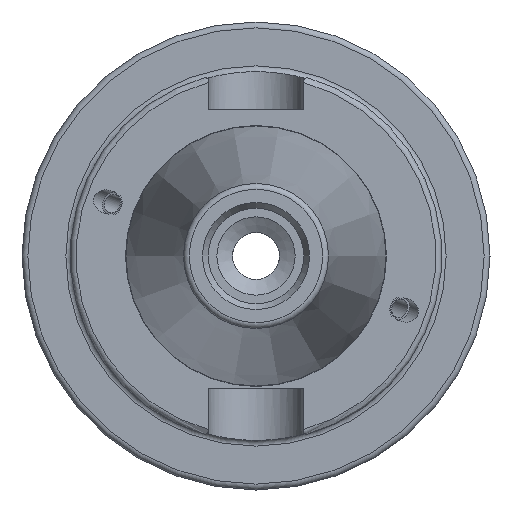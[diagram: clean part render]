
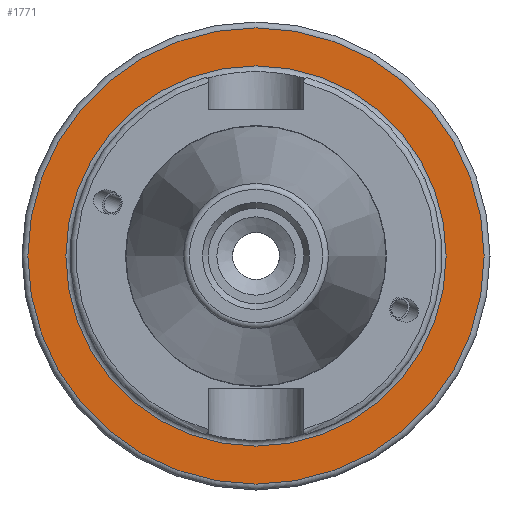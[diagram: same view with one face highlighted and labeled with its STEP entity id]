
A CAD part, left-side view. The second image highlights one B-rep face of the part: STEP entity #1771.
In plain terms, the highlighted planar face has unit normal (-1, 0, 0).
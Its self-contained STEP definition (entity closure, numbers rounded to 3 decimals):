
#34=FACE_BOUND('',#492,.T.);
#337=PLANE('',#1927);
#385=FACE_OUTER_BOUND('',#491,.T.);
#491=EDGE_LOOP('',(#1262));
#492=EDGE_LOOP('',(#1263));
#623=CIRCLE('',#1925,32.5);
#625=CIRCLE('',#1928,39.);
#770=VERTEX_POINT('',#2815);
#771=VERTEX_POINT('',#2820);
#960=EDGE_CURVE('',#770,#770,#623,.T.);
#962=EDGE_CURVE('',#771,#771,#625,.T.);
#1262=ORIENTED_EDGE('',*,*,#962,.F.);
#1263=ORIENTED_EDGE('',*,*,#960,.F.);
#1771=ADVANCED_FACE('',(#385,#34),#337,.T.);
#1925=AXIS2_PLACEMENT_3D('',#2817,#2207,#2208);
#1927=AXIS2_PLACEMENT_3D('',#2819,#2211,#2212);
#1928=AXIS2_PLACEMENT_3D('',#2821,#2213,#2214);
#2207=DIRECTION('center_axis',(-1.,0.,0.));
#2208=DIRECTION('ref_axis',(0.,-1.,0.));
#2211=DIRECTION('center_axis',(-1.,0.,0.));
#2212=DIRECTION('ref_axis',(0.,0.,1.));
#2213=DIRECTION('center_axis',(1.,0.,0.));
#2214=DIRECTION('ref_axis',(0.,-1.,0.));
#2815=CARTESIAN_POINT('',(35.,0.,32.5));
#2817=CARTESIAN_POINT('Origin',(35.,0.,0.));
#2819=CARTESIAN_POINT('Origin',(35.,40.,0.));
#2820=CARTESIAN_POINT('',(35.,0.,39.));
#2821=CARTESIAN_POINT('Origin',(35.,0.,0.));
